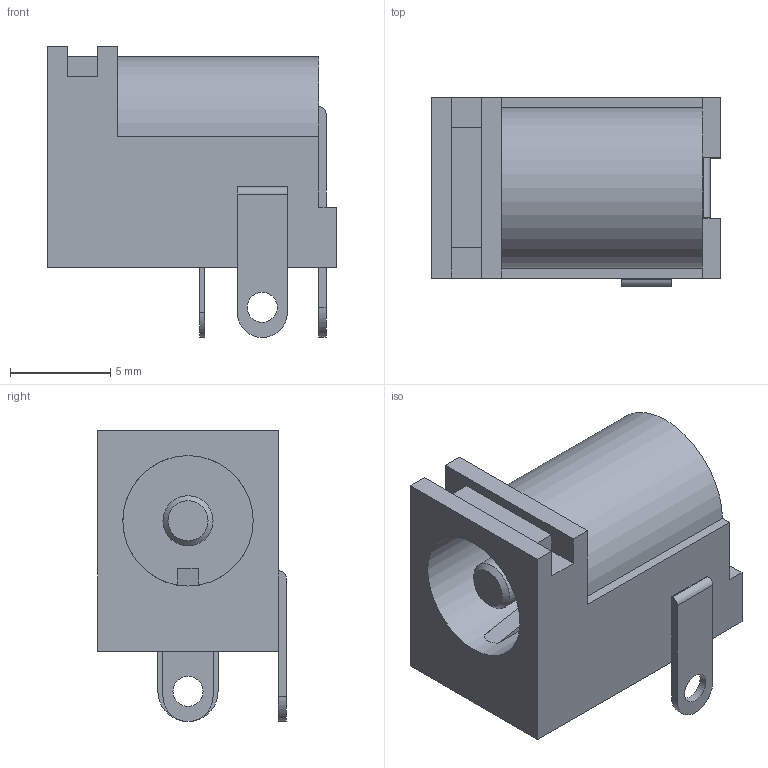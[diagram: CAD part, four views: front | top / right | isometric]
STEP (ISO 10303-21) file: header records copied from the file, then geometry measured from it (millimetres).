
FILE_DESCRIPTION(('for SolidWorks'),'2;1');
FILE_NAME('pj-002b.step', '2016-08-25T13:52:37',('Serg'),(''),'Open CASCADE STEP processor 6.6', 'DipTrace','Unknown');
FILE_SCHEMA(('AUTOMOTIVE_DESIGN { 1 0 10303 214 1 1 1 1 }'));
Length unit declared in the file: millimetre
Products named in the file (2): ASSEMBLY; pj-002b
Assembly tree (1 placements, depth 2):
  ASSEMBLY
    pj-002b
Bounding box: 14.4 x 9.4 x 14.5 mm (x, y, z)
Volume: 923.3 mm3; surface area: 1071.3 mm2
Topology: 1 solids, 1 shells, 59 faces, 160 edges, 106 vertices
Faces by surface type: plane 47, cylinder 11, cone 1
Full cylindrical faces by diameter (mm): 1.5 x3, 2.5 x1, 6.5 x1
Entity records: 2300 total; most frequent: CARTESIAN_POINT 327, ORIENTED_EDGE 320, DIRECTION 308, EDGE_CURVE 160, LINE 134, VECTOR 134, VERTEX_POINT 106, AXIS2_PLACEMENT_3D 87
